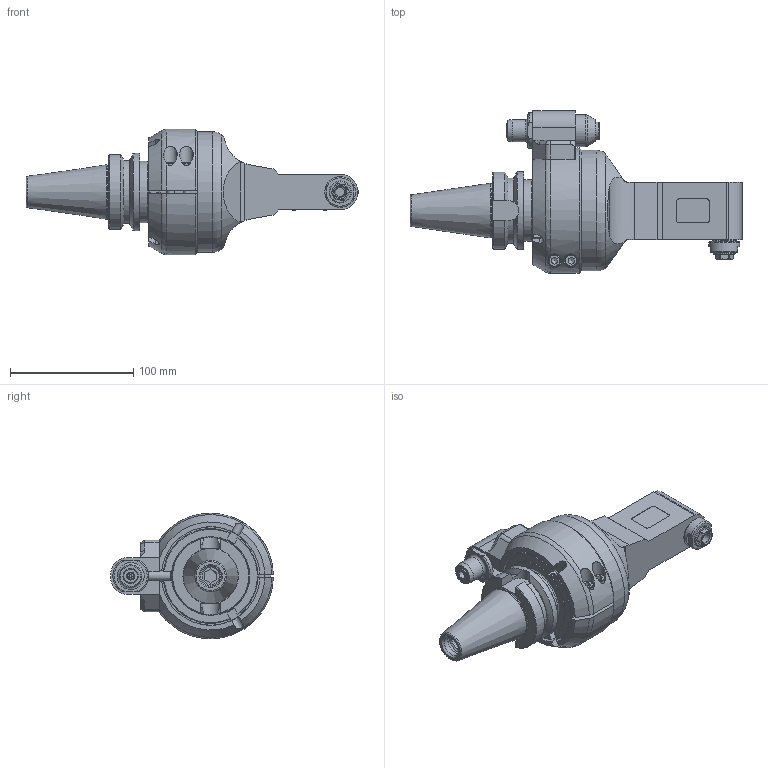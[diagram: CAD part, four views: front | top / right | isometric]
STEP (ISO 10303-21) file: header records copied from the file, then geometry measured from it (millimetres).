
FILE_DESCRIPTION(/* description */ (''),/* implementation_level */ '2;1');
FILE_NAME(/* name */ '9.F90.07000-1B40.stp',/* time_stamp */ '2025-12-16T14:50:17-05:00',/* author */ ('jkrenzer'),/* organization */ (''),/* preprocessor_version */ 'ST-DEVELOPER v20',/* originating_system */ 'Autodesk Inventor 2025',/* authorisation */ '');
FILE_SCHEMA (('AUTOMOTIVE_DESIGN { 1 0 10303 214 3 1 1 }'));
Products named in the file (3): 9.F90.07000-1B40; 9_F90_07000; 9_GA1_346_2   (EVO, Type 1, BT40, 65mm)
Assembly tree (2 placements, depth 2):
  9.F90.07000-1B40
    9_F90_07000
    9_GA1_346_2   (EVO, Type 1, BT40, 65mm)
Bounding box: 269.84 x 132.23 x 101.99 mm (x, y, z)
Volume: 822056.9 mm3; surface area: 142282 mm2
Topology: 5 solids, 7 shells, 486 faces, 1223 edges, 791 vertices
Faces by surface type: plane 226, cylinder 135, cone 93, torus 22, bspline 8, sphere 2
Full cylindrical faces by diameter (mm): 2.5 x3, 2.6 x2, 3 x2, 4.2 x4, 5 x2, 6 x4, 6.5 x1, 7 x1, 7.5 x1, 8 x2, 8.5 x21, 9 x1, 10 x4, 10.4 x2, 10.8 x1, 11 x1, 11.6 x1, 12 x3, 12.5 x1, 13 x1, 14 x2, 17 x1, 17.6 x1, 18 x4, 18.6 x1, 19 x1, 25 x1, 26 x1, 27 x1, 43.85 x1
Entity records: 45008 total; most frequent: CARTESIAN_POINT 33542, ORIENTED_EDGE 2380, DIRECTION 2342, EDGE_CURVE 1190, AXIS2_PLACEMENT_3D 885, VERTEX_POINT 791, EDGE_LOOP 572, LINE 572
